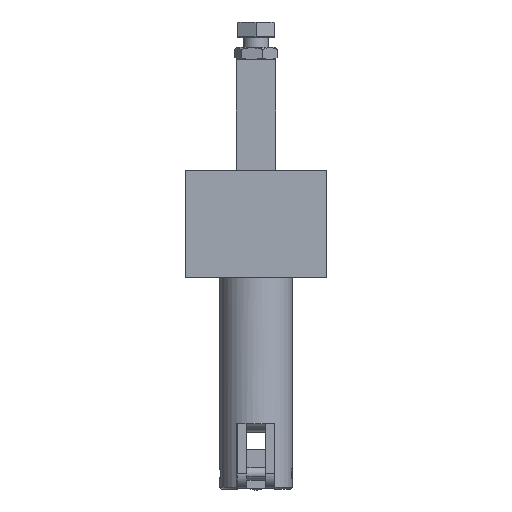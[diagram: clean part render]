
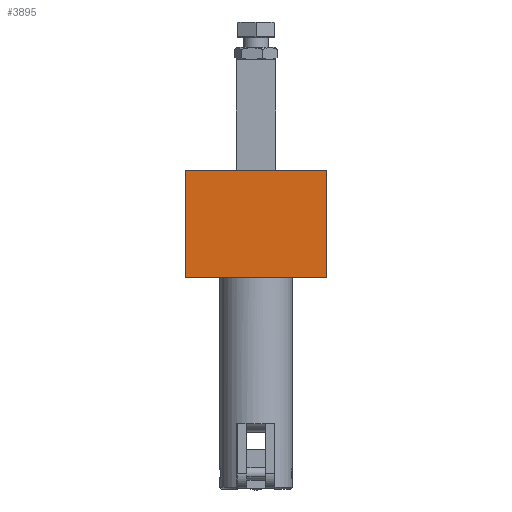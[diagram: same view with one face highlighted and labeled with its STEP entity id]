
A CAD part, front view. The second image highlights one B-rep face of the part: STEP entity #3895.
In plain terms, the highlighted planar face has unit normal (0, -1, 0).
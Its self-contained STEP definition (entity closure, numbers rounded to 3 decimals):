
#3895 = ADVANCED_FACE ( 'NONE', ( #7153 ), #11516, .F. ) ;
#5645 = ORIENTED_EDGE ( 'NONE', *, *, #21636, .T. ) ;
#5646 = ORIENTED_EDGE ( 'NONE', *, *, #21755, .F. ) ;
#5647 = ORIENTED_EDGE ( 'NONE', *, *, #21790, .F. ) ;
#5648 = ORIENTED_EDGE ( 'NONE', *, *, #21793, .T. ) ;
#7153 = FACE_OUTER_BOUND ( 'NONE', #24601, .T. ) ;
#9582 = CARTESIAN_POINT ( 'NONE',  ( 0., -5.55, -34.15 ) ) ;
#9584 = DIRECTION ( 'NONE',  ( 1., 0., 0. ) ) ;
#10180 = CARTESIAN_POINT ( 'NONE',  ( 45.25, -5.55, 34.15 ) ) ;
#10181 = DIRECTION ( 'NONE',  ( 0., 0., -1. ) ) ;
#10362 = DIRECTION ( 'NONE',  ( 0., 0., -1. ) ) ;
#10363 = CARTESIAN_POINT ( 'NONE',  ( 0., -5.55, 34.15 ) ) ;
#10367 = CARTESIAN_POINT ( 'NONE',  ( -45.25, -5.55, 34.15 ) ) ;
#10368 = DIRECTION ( 'NONE',  ( 1., 0., 0. ) ) ;
#11513 = DIRECTION ( 'NONE',  ( 0., 0., 1. ) ) ;
#11514 = DIRECTION ( 'NONE',  ( 0., 1., 0. ) ) ;
#11516 = PLANE ( 'NONE',  #14082 ) ;
#11524 = CARTESIAN_POINT ( 'NONE',  ( 0., -5.55, 34.15 ) ) ;
#14056 = LINE ( 'NONE', #9582, #14057 ) ;
#14057 = VECTOR ( 'NONE', #9584, 1000. ) ;
#14082 = AXIS2_PLACEMENT_3D ( 'NONE', #11524, #11514, #11513 ) ;
#20087 = LINE ( 'NONE', #10180, #20090 ) ;
#20090 = VECTOR ( 'NONE', #10181, 1000. ) ;
#20131 = LINE ( 'NONE', #10363, #20137 ) ;
#20137 = VECTOR ( 'NONE', #10368, 1000. ) ;
#20140 = LINE ( 'NONE', #10367, #20142 ) ;
#20142 = VECTOR ( 'NONE', #10362, 1000. ) ;
#20904 = CARTESIAN_POINT ( 'NONE',  ( 45.25, -5.55, 34.15 ) ) ;
#20910 = CARTESIAN_POINT ( 'NONE',  ( -45.25, -5.55, 34.15 ) ) ;
#20933 = CARTESIAN_POINT ( 'NONE',  ( -45.25, -5.55, -34.15 ) ) ;
#20939 = CARTESIAN_POINT ( 'NONE',  ( 45.25, -5.55, -34.15 ) ) ;
#21636 = EDGE_CURVE ( 'NONE', #24841, #24854, #14056, .T. ) ;
#21755 = EDGE_CURVE ( 'NONE', #24762, #24854, #20087, .T. ) ;
#21790 = EDGE_CURVE ( 'NONE', #24773, #24762, #20131, .T. ) ;
#21793 = EDGE_CURVE ( 'NONE', #24773, #24841, #20140, .T. ) ;
#24601 = EDGE_LOOP ( 'NONE', ( #5645, #5646, #5647, #5648 ) ) ;
#24762 = VERTEX_POINT ( 'NONE', #20904 ) ;
#24773 = VERTEX_POINT ( 'NONE', #20910 ) ;
#24841 = VERTEX_POINT ( 'NONE', #20933 ) ;
#24854 = VERTEX_POINT ( 'NONE', #20939 ) ;
